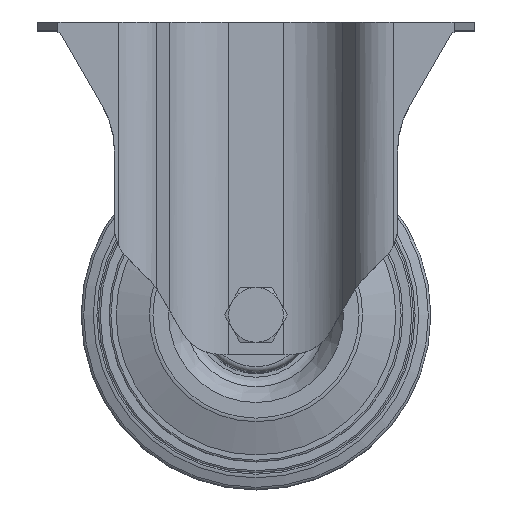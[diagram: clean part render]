
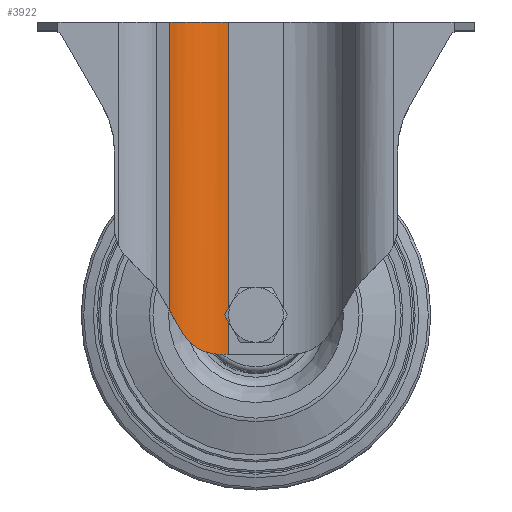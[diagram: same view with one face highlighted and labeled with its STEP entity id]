
A CAD part, top view. The second image highlights one B-rep face of the part: STEP entity #3922.
In plain terms, the highlighted cylindrical face has radius 15.5 mm (diameter 31 mm), a partial arc.
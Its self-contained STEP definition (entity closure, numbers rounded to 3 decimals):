
#58=ELLIPSE('',#4334,31.,15.5);
#95=B_SPLINE_CURVE_WITH_KNOTS('',3,(#6475,#6476,#6477,#6478,#6479,#6480,
#6481,#6482),.UNSPECIFIED.,.F.,.F.,(4,2,2,4),(0.532,0.803,
1.212,1.621),.UNSPECIFIED.);
#341=LINE('',#6468,#608);
#342=LINE('',#6472,#609);
#608=VECTOR('',#4982,1000.);
#609=VECTOR('',#4985,1000.);
#848=CYLINDRICAL_SURFACE('',#4331,15.5);
#976=FACE_OUTER_BOUND('',#1225,.T.);
#1225=EDGE_LOOP('',(#2909,#2910,#2911,#2912,#2913,#2914));
#1478=CIRCLE('',#4332,15.5);
#1479=CIRCLE('',#4333,15.5);
#1792=VERTEX_POINT('',#6464);
#1793=VERTEX_POINT('',#6465);
#1794=VERTEX_POINT('',#6467);
#1795=VERTEX_POINT('',#6469);
#1796=VERTEX_POINT('',#6471);
#1797=VERTEX_POINT('',#6473);
#2211=EDGE_CURVE('',#1792,#1793,#1478,.F.);
#2212=EDGE_CURVE('',#1792,#1794,#341,.T.);
#2213=EDGE_CURVE('',#1794,#1795,#1479,.T.);
#2214=EDGE_CURVE('',#1796,#1795,#342,.T.);
#2215=EDGE_CURVE('',#1797,#1796,#58,.F.);
#2216=EDGE_CURVE('',#1797,#1793,#95,.T.);
#2909=ORIENTED_EDGE('',*,*,#2211,.F.);
#2910=ORIENTED_EDGE('',*,*,#2212,.T.);
#2911=ORIENTED_EDGE('',*,*,#2213,.T.);
#2912=ORIENTED_EDGE('',*,*,#2214,.F.);
#2913=ORIENTED_EDGE('',*,*,#2215,.F.);
#2914=ORIENTED_EDGE('',*,*,#2216,.T.);
#3922=ADVANCED_FACE('',(#976),#848,.F.);
#4331=AXIS2_PLACEMENT_3D('',#6463,#4978,#4979);
#4332=AXIS2_PLACEMENT_3D('',#6466,#4980,#4981);
#4333=AXIS2_PLACEMENT_3D('',#6470,#4983,#4984);
#4334=AXIS2_PLACEMENT_3D('',#6474,#4986,#4987);
#4978=DIRECTION('center_axis',(0.,1.,0.));
#4979=DIRECTION('ref_axis',(0.,0.,1.));
#4980=DIRECTION('center_axis',(0.,-1.,0.));
#4981=DIRECTION('ref_axis',(0.,0.,-1.));
#4982=DIRECTION('',(0.,1.,0.));
#4983=DIRECTION('center_axis',(0.,1.,0.));
#4984=DIRECTION('ref_axis',(1.,0.,0.));
#4985=DIRECTION('',(0.,1.,0.));
#4986=DIRECTION('center_axis',(-0.866,-0.5,0.));
#4987=DIRECTION('ref_axis',(-0.5,0.866,0.));
#6463=CARTESIAN_POINT('Origin',(-6.301,65.,40.));
#6464=CARTESIAN_POINT('',(-6.301,-9.,24.5));
#6465=CARTESIAN_POINT('',(-8.226,-9.,24.62));
#6466=CARTESIAN_POINT('Origin',(-6.301,-9.,40.));
#6467=CARTESIAN_POINT('',(-6.301,67.,24.5));
#6468=CARTESIAN_POINT('',(-6.301,65.,24.5));
#6469=CARTESIAN_POINT('',(-19.724,67.,32.25));
#6470=CARTESIAN_POINT('Origin',(-6.301,67.,40.));
#6471=CARTESIAN_POINT('',(-19.724,0.915,32.25));
#6472=CARTESIAN_POINT('',(-19.724,65.,32.25));
#6473=CARTESIAN_POINT('',(-16.887,-4.,28.678));
#6474=CARTESIAN_POINT('Origin',(-6.301,-22.335,40.));
#6475=CARTESIAN_POINT('Ctrl Pts',(-16.887,-4.,28.678));
#6476=CARTESIAN_POINT('Ctrl Pts',(-16.457,-4.745,28.276));
#6477=CARTESIAN_POINT('Ctrl Pts',(-15.938,-5.417,27.84));
#6478=CARTESIAN_POINT('Ctrl Pts',(-14.525,-6.862,26.82));
#6479=CARTESIAN_POINT('Ctrl Pts',(-13.436,-7.641,26.175));
#6480=CARTESIAN_POINT('Ctrl Pts',(-10.964,-8.712,25.158));
#6481=CARTESIAN_POINT('Ctrl Pts',(-9.578,-9.,24.789));
#6482=CARTESIAN_POINT('Ctrl Pts',(-8.226,-9.,24.62));
